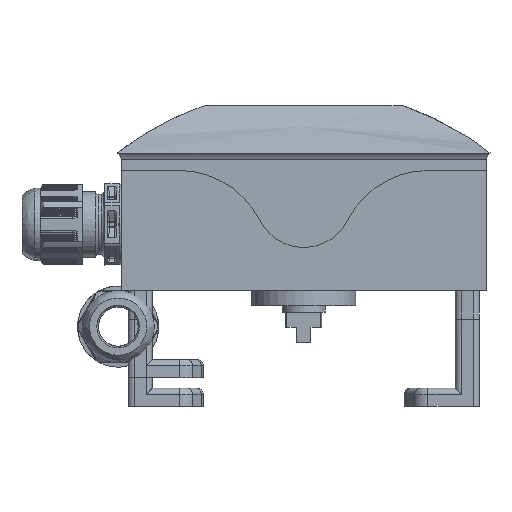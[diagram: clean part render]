
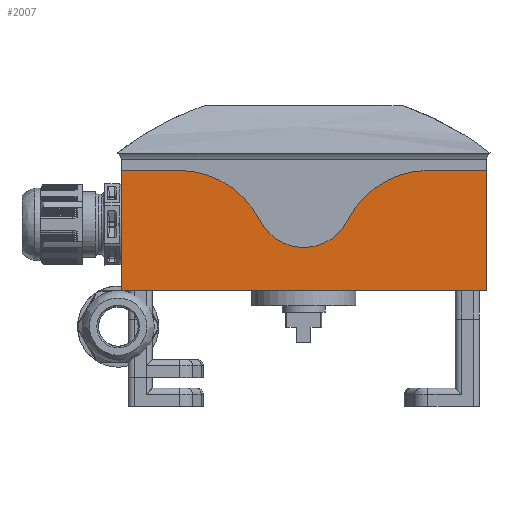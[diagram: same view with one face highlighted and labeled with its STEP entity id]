
A CAD part, front view. The second image highlights one B-rep face of the part: STEP entity #2007.
In plain terms, the highlighted planar face has unit normal (0, -1, 0).
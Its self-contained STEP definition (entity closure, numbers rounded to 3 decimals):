
#2007 = ADVANCED_FACE( '', ( #4077 ), #4078, .F. );
#4077 = FACE_OUTER_BOUND( '', #6576, .T. );
#4078 = PLANE( '', #6577 );
#6576 = EDGE_LOOP( '', ( #12369, #12370, #12371, #12372, #12373, #12374, #12375, #12376 ) );
#6577 = AXIS2_PLACEMENT_3D( '', #12377, #12378, #12379 );
#12369 = ORIENTED_EDGE( '', *, *, #14607, .T. );
#12370 = ORIENTED_EDGE( '', *, *, #14925, .F. );
#12371 = ORIENTED_EDGE( '', *, *, #14445, .T. );
#12372 = ORIENTED_EDGE( '', *, *, #14310, .F. );
#12373 = ORIENTED_EDGE( '', *, *, #14455, .T. );
#12374 = ORIENTED_EDGE( '', *, *, #13844, .F. );
#12375 = ORIENTED_EDGE( '', *, *, #12794, .T. );
#12376 = ORIENTED_EDGE( '', *, *, #14481, .F. );
#12377 = CARTESIAN_POINT( '', ( 61.75, 1.4, 69.862 ) );
#12378 = DIRECTION( '', ( 0., 1., 0. ) );
#12379 = DIRECTION( '', ( 1., 0., 0. ) );
#12794 = EDGE_CURVE( '', #15225, #15226, #15227, .T. );
#13844 = EDGE_CURVE( '', #15225, #16936, #16937, .T. );
#14310 = EDGE_CURVE( '', #17583, #17585, #17586, .T. );
#14445 = EDGE_CURVE( '', #17757, #17585, #17758, .T. );
#14455 = EDGE_CURVE( '', #17583, #16936, #17770, .T. );
#14481 = EDGE_CURVE( '', #17799, #15226, #17801, .T. );
#14607 = EDGE_CURVE( '', #17799, #17946, #17948, .T. );
#14925 = EDGE_CURVE( '', #17757, #17946, #18294, .T. );
#15225 = VERTEX_POINT( '', #18839 );
#15226 = VERTEX_POINT( '', #18840 );
#15227 = LINE( '', #18841, #18842 );
#16936 = VERTEX_POINT( '', #22391 );
#16937 = LINE( '', #22392, #22393 );
#17583 = VERTEX_POINT( '', #23792 );
#17585 = VERTEX_POINT( '', #23795 );
#17586 = CIRCLE( '', #23796, 16.304 );
#17757 = VERTEX_POINT( '', #24194 );
#17758 = CIRCLE( '', #24195, 30.5 );
#17770 = CIRCLE( '', #24213, 30.5 );
#17799 = VERTEX_POINT( '', #24316 );
#17801 = LINE( '', #24319, #24320 );
#17946 = VERTEX_POINT( '', #24820 );
#17948 = LINE( '', #24823, #24824 );
#18294 = LINE( '', #26048, #26049 );
#18839 = CARTESIAN_POINT( '', ( 1., 1.4, 40. ) );
#18840 = CARTESIAN_POINT( '', ( 1., 1.4, 0. ) );
#18841 = CARTESIAN_POINT( '', ( 1., 1.4, 0. ) );
#18842 = VECTOR( '', #26320, 1000. );
#22391 = CARTESIAN_POINT( '', ( 20., 1.4, 40. ) );
#22392 = CARTESIAN_POINT( '', ( 0., 1.4, 40. ) );
#22393 = VECTOR( '', #27419, 1000. );
#23792 = CARTESIAN_POINT( '', ( 47.206, 1.4, 23.286 ) );
#23795 = CARTESIAN_POINT( '', ( 76.294, 1.4, 23.286 ) );
#23796 = AXIS2_PLACEMENT_3D( '', #27851, #27852, #27853 );
#24194 = CARTESIAN_POINT( '', ( 103.5, 1.4, 40. ) );
#24195 = AXIS2_PLACEMENT_3D( '', #27952, #27953, #27954 );
#24213 = AXIS2_PLACEMENT_3D( '', #27961, #27962, #27963 );
#24316 = CARTESIAN_POINT( '', ( 122.5, 1.4, 0. ) );
#24319 = CARTESIAN_POINT( '', ( 0., 1.4, 0. ) );
#24320 = VECTOR( '', #27982, 1000. );
#24820 = CARTESIAN_POINT( '', ( 122.5, 1.4, 40. ) );
#24823 = CARTESIAN_POINT( '', ( 122.5, 1.4, 0. ) );
#24824 = VECTOR( '', #28069, 1000. );
#26048 = CARTESIAN_POINT( '', ( 0., 1.4, 40. ) );
#26049 = VECTOR( '', #28248, 1000. );
#26320 = DIRECTION( '', ( 0., 0., -1. ) );
#27419 = DIRECTION( '', ( 1., 0., 0. ) );
#27851 = CARTESIAN_POINT( '', ( 61.75, 1.4, 30.656 ) );
#27852 = DIRECTION( '', ( 0., -1., 0. ) );
#27853 = DIRECTION( '', ( 1., 0., 0. ) );
#27952 = CARTESIAN_POINT( '', ( 103.5, 1.4, 9.5 ) );
#27953 = DIRECTION( '', ( 0., -1., 0. ) );
#27954 = DIRECTION( '', ( 1., 0., 0. ) );
#27961 = CARTESIAN_POINT( '', ( 20., 1.4, 9.5 ) );
#27962 = DIRECTION( '', ( 0., -1., 0. ) );
#27963 = DIRECTION( '', ( 1., 0., 0. ) );
#27982 = DIRECTION( '', ( -1., 0., 0. ) );
#28069 = DIRECTION( '', ( 0., 0., 1. ) );
#28248 = DIRECTION( '', ( 1., 0., 0. ) );
